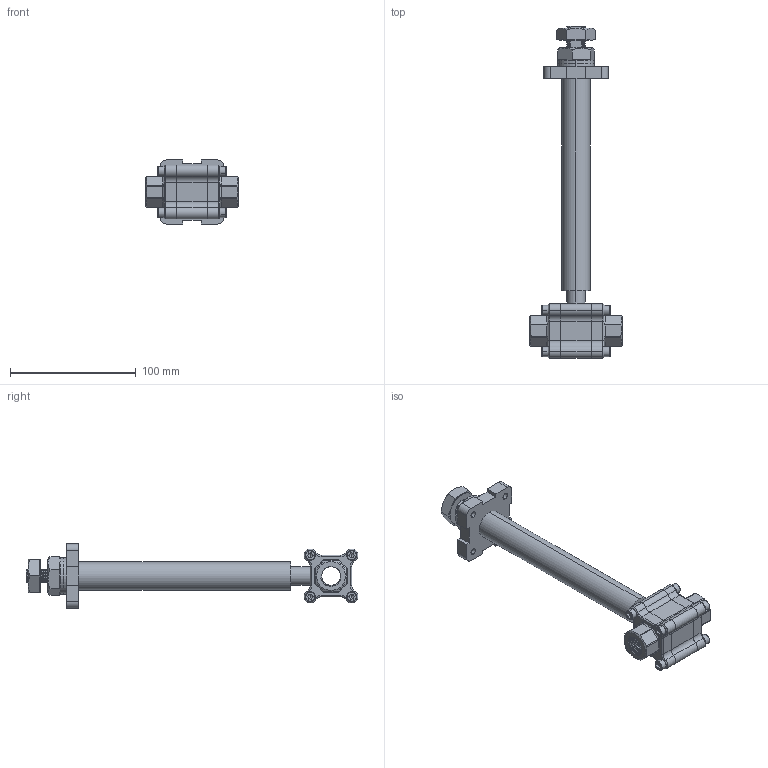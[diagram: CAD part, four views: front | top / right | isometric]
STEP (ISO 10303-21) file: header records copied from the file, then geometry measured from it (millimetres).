
FILE_DESCRIPTION (( 'STEP AP203' ), '1' );
FILE_NAME ('VCI-CRY-201H-900-0.5-NPT-NPT_BS.STEP', '2025-06-05T14:51:08', ( '' ), ( '' ), 'SwSTEP 2.0', 'SolidWorks 2025', '' );
FILE_SCHEMA (( 'CONFIG_CONTROL_DESIGN' ));
Products named in the file (5): heavy hex jam nut_ai_HHJNUT 0.6250-18-B-N; VCI-CRY-201H-900-0.5-NPT-NPT_BS; flat washer type a narrow_ai_Preferred Narrow FW 0.5625; VCI-CRY-201H-900-0.5-NPT-NPT; socket head cap screw_ai_HX-SHCS 0.19-32x0.25x0.25-N
Assembly tree (13 placements, depth 2):
  VCI-CRY-201H-900-0.5-NPT-NPT_BS
    VCI-CRY-201H-900-0.5-NPT-NPT
    heavy hex jam nut_ai_HHJNUT 0.6250-18-B-N  x2
    flat washer type a narrow_ai_Preferred Narrow FW 0.5625  x2
    socket head cap screw_ai_HX-SHCS 0.19-32x0.25x0.25-N  x8
Bounding box: 73.6 x 264.5 x 51 mm (x, y, z)
Volume: 169819.6 mm3; surface area: 54999.3 mm2
Topology: 15 solids, 15 shells, 719 faces, 1808 edges, 1126 vertices
Faces by surface type: cylinder 266, plane 227, bspline 94, cone 72, torus 60
Entity records: 103267 total; most frequent: CARTESIAN_POINT 91420, ORIENTED_EDGE 2648, DIRECTION 2017, EDGE_CURVE 1324, VERTEX_POINT 851, AXIS2_PLACEMENT_3D 782, EDGE_LOOP 545, FACE_OUTER_BOUND 494
